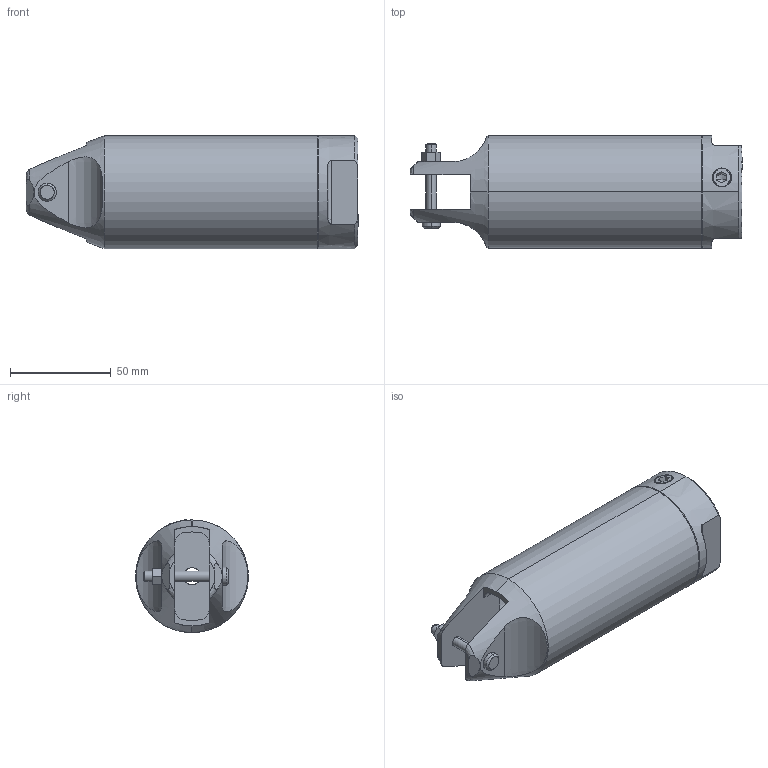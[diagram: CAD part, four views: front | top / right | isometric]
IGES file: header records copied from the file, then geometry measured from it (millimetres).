
Start section: SolidWorks IGES file using analytic representation for surfaces
Global section: file name: GT-NR30A.IGS; native system: SolidWorks 2021; preprocessor: SolidWorks 2021; author: NP3-10; date: 240716.101935; units: millimetre
Bounding box: 165 x 56 x 56.26 mm (x, y, z)
Surface area: 53657.8 mm2 (no closed solid volume)
Topology: 0 solids, 0 shells, 98 faces, 1631 edges, 1629 vertices
Faces by surface type: revolution 52, bspline 46
